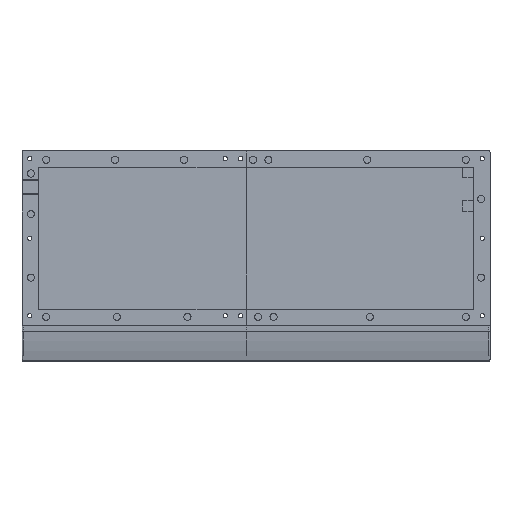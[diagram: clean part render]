
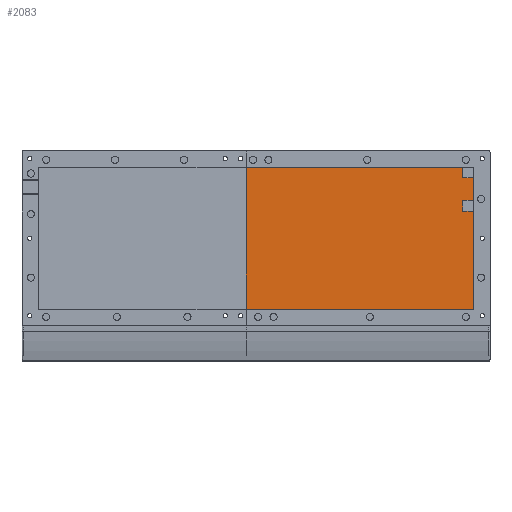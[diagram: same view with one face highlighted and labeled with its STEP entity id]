
A CAD part, top view. The second image highlights one B-rep face of the part: STEP entity #2083.
In plain terms, the highlighted planar face has unit normal (0, 0, 1).
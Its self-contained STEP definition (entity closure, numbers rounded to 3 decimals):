
#99=PLANE('',#2249);
#175=FACE_OUTER_BOUND('',#318,.T.);
#318=EDGE_LOOP('',(#1453,#1454,#1455,#1456,#1457,#1458,#1459,#1460,#1461,
#1462));
#514=LINE('',#3225,#670);
#519=LINE('',#3235,#675);
#520=LINE('',#3237,#676);
#521=LINE('',#3239,#677);
#522=LINE('',#3241,#678);
#523=LINE('',#3243,#679);
#524=LINE('',#3245,#680);
#525=LINE('',#3247,#681);
#526=LINE('',#3249,#682);
#527=LINE('',#3250,#683);
#670=VECTOR('',#2540,10.);
#675=VECTOR('',#2547,10.);
#676=VECTOR('',#2548,10.);
#677=VECTOR('',#2549,10.);
#678=VECTOR('',#2550,10.);
#679=VECTOR('',#2551,10.);
#680=VECTOR('',#2552,10.);
#681=VECTOR('',#2553,10.);
#682=VECTOR('',#2554,10.);
#683=VECTOR('',#2555,10.);
#953=VERTEX_POINT('',#3221);
#955=VERTEX_POINT('',#3224);
#959=VERTEX_POINT('',#3234);
#960=VERTEX_POINT('',#3236);
#961=VERTEX_POINT('',#3238);
#962=VERTEX_POINT('',#3240);
#963=VERTEX_POINT('',#3242);
#964=VERTEX_POINT('',#3244);
#965=VERTEX_POINT('',#3246);
#966=VERTEX_POINT('',#3248);
#1148=EDGE_CURVE('',#953,#955,#514,.T.);
#1153=EDGE_CURVE('',#959,#953,#519,.T.);
#1154=EDGE_CURVE('',#960,#959,#520,.T.);
#1155=EDGE_CURVE('',#961,#960,#521,.T.);
#1156=EDGE_CURVE('',#961,#962,#522,.T.);
#1157=EDGE_CURVE('',#962,#963,#523,.T.);
#1158=EDGE_CURVE('',#963,#964,#524,.T.);
#1159=EDGE_CURVE('',#965,#964,#525,.T.);
#1160=EDGE_CURVE('',#965,#966,#526,.T.);
#1161=EDGE_CURVE('',#966,#955,#527,.T.);
#1453=ORIENTED_EDGE('',*,*,#1153,.F.);
#1454=ORIENTED_EDGE('',*,*,#1154,.F.);
#1455=ORIENTED_EDGE('',*,*,#1155,.F.);
#1456=ORIENTED_EDGE('',*,*,#1156,.T.);
#1457=ORIENTED_EDGE('',*,*,#1157,.T.);
#1458=ORIENTED_EDGE('',*,*,#1158,.T.);
#1459=ORIENTED_EDGE('',*,*,#1159,.F.);
#1460=ORIENTED_EDGE('',*,*,#1160,.T.);
#1461=ORIENTED_EDGE('',*,*,#1161,.T.);
#1462=ORIENTED_EDGE('',*,*,#1148,.F.);
#2083=ADVANCED_FACE('',(#175),#99,.F.);
#2249=AXIS2_PLACEMENT_3D('',#3233,#2545,#2546);
#2540=DIRECTION('',(1.,0.,0.));
#2545=DIRECTION('center_axis',(0.,0.,-1.));
#2546=DIRECTION('ref_axis',(-1.,0.,0.));
#2547=DIRECTION('',(0.,1.,0.));
#2548=DIRECTION('',(-1.,0.,0.));
#2549=DIRECTION('',(0.,-1.,0.));
#2550=DIRECTION('',(-1.,0.,0.));
#2551=DIRECTION('',(0.,1.,0.));
#2552=DIRECTION('',(1.,0.,0.));
#2553=DIRECTION('',(0.,-1.,0.));
#2554=DIRECTION('',(-1.,0.,0.));
#2555=DIRECTION('',(0.,1.,0.));
#3221=CARTESIAN_POINT('',(204.048,144.,2.));
#3224=CARTESIAN_POINT('',(401.,144.,2.));
#3225=CARTESIAN_POINT('',(114.,144.,2.));
#3233=CARTESIAN_POINT('Origin',(213.,79.5,2.));
#3234=CARTESIAN_POINT('',(204.048,15.,2.));
#3235=CARTESIAN_POINT('',(204.048,71.45,2.));
#3236=CARTESIAN_POINT('',(411.,15.,2.));
#3237=CARTESIAN_POINT('',(312.,15.,2.));
#3238=CARTESIAN_POINT('',(411.,104.,2.));
#3239=CARTESIAN_POINT('',(411.,111.75,2.));
#3240=CARTESIAN_POINT('',(401.,104.,2.));
#3241=CARTESIAN_POINT('',(307.,104.,2.));
#3242=CARTESIAN_POINT('',(401.,114.,2.));
#3243=CARTESIAN_POINT('',(401.,96.75,2.));
#3244=CARTESIAN_POINT('',(411.,114.,2.));
#3245=CARTESIAN_POINT('',(312.,114.,2.));
#3246=CARTESIAN_POINT('',(411.,134.5,2.));
#3247=CARTESIAN_POINT('',(411.,111.75,2.));
#3248=CARTESIAN_POINT('',(401.,134.5,2.));
#3249=CARTESIAN_POINT('',(307.,134.5,2.));
#3250=CARTESIAN_POINT('',(401.,111.75,2.));
